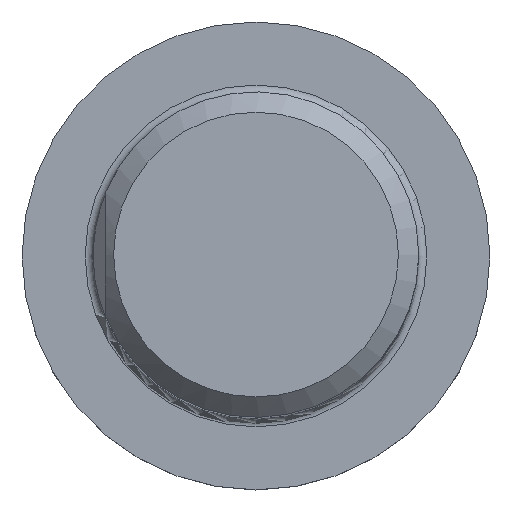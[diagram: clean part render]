
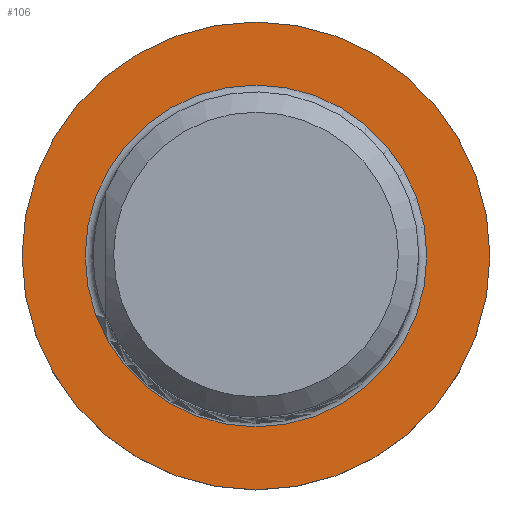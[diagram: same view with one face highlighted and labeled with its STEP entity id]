
A CAD part, top view. The second image highlights one B-rep face of the part: STEP entity #106.
In plain terms, the highlighted planar face has unit normal (0, 0, 1).
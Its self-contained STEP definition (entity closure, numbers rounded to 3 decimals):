
#81=FACE_BOUND('',#222,.T.);
#82=FACE_BOUND('',#223,.T.);
#106=ADVANCED_FACE('',(#81,#82),#145,.T.);
#145=PLANE('',#908);
#222=EDGE_LOOP('',(#460));
#223=EDGE_LOOP('',(#461));
#460=ORIENTED_EDGE('',*,*,#741,.T.);
#461=ORIENTED_EDGE('',*,*,#733,.F.);
#641=VERTEX_POINT('',#1417);
#648=VERTEX_POINT('',#1440);
#733=EDGE_CURVE('',#641,#641,#803,.T.);
#741=EDGE_CURVE('',#648,#648,#807,.T.);
#803=CIRCLE('',#899,11.5);
#807=CIRCLE('',#907,8.4);
#899=AXIS2_PLACEMENT_3D('',#1416,#1085,#1086);
#907=AXIS2_PLACEMENT_3D('',#1439,#1103,#1104);
#908=AXIS2_PLACEMENT_3D('',#1441,#1105,#1106);
#1085=DIRECTION('',(0.,0.,-1.));
#1086=DIRECTION('',(-1.,0.,0.));
#1103=DIRECTION('',(0.,0.,-1.));
#1104=DIRECTION('',(1.,0.,0.));
#1105=DIRECTION('',(0.,0.,1.));
#1106=DIRECTION('',(1.,0.,0.));
#1416=CARTESIAN_POINT('',(0.,0.,0.));
#1417=CARTESIAN_POINT('',(-11.5,0.,0.));
#1439=CARTESIAN_POINT('',(0.,0.,0.));
#1440=CARTESIAN_POINT('',(8.4,0.,0.));
#1441=CARTESIAN_POINT('',(11.5,0.,0.));
